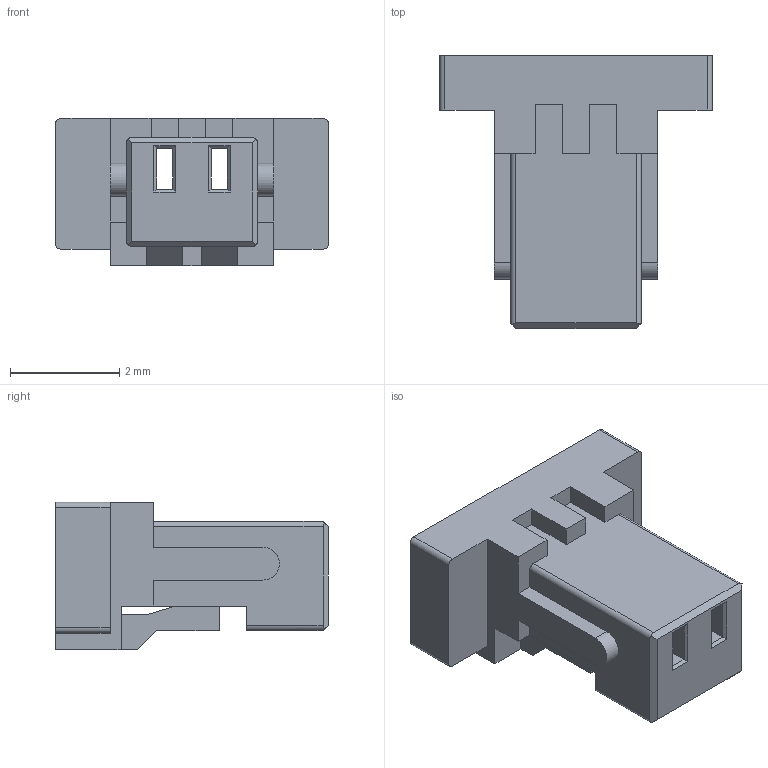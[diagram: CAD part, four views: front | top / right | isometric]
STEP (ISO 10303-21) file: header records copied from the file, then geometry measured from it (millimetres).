
FILE_DESCRIPTION((''),'2;1');
FILE_NAME('FHG10001-S04M2W1B','2025-05-16T',('工程三'),(''),'PRO/ENGINEER BY PARAMETRIC TECHNOLOGY CORPORATION, 2010280','PRO/ENGINEER BY PARAMETRIC TECHNOLOGY CORPORATION, 2010280','');
FILE_SCHEMA(('CONFIG_CONTROL_DESIGN'));
Length unit declared in the file: millimetre
Products named in the file (1): FHG10001-S04M2W1B
Bounding box: 5 x 5 x 2.7 mm (x, y, z)
Volume: 20.4 mm3; surface area: 125.7 mm2
Topology: 1 solids, 1 shells, 114 faces, 334 edges, 220 vertices
Faces by surface type: plane 104, cylinder 10
Entity records: 3770 total; most frequent: CARTESIAN_POINT 690, ORIENTED_EDGE 668, DIRECTION 570, EDGE_CURVE 334, VECTOR 310, LINE 310, VERTEX_POINT 220, AXIS2_PLACEMENT_3D 130
